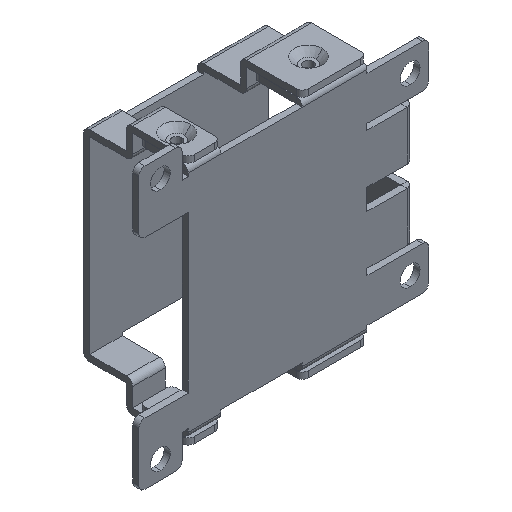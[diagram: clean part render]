
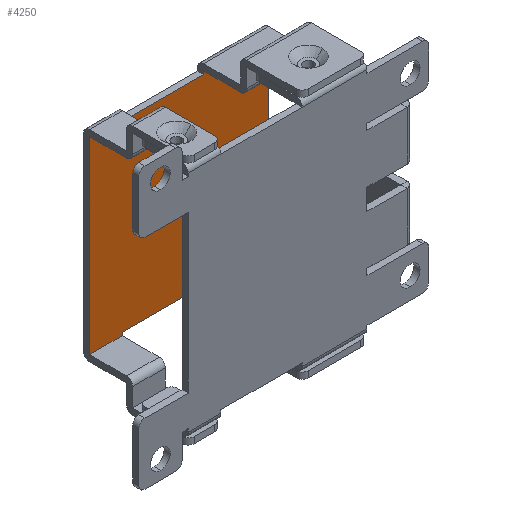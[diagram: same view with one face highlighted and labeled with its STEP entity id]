
A CAD part, isometric view. The second image highlights one B-rep face of the part: STEP entity #4250.
In plain terms, the highlighted planar face has unit normal (0, -1, 0).
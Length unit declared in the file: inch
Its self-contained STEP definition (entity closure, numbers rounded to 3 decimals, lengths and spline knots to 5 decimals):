
#95 = CARTESIAN_POINT ( 'NONE',  ( -0.41339, 0.62992, 0.60236 ) ) ;
#112 = LINE ( 'NONE', #284, #8867 ) ;
#186 = CARTESIAN_POINT ( 'NONE',  ( -1.14173, 0.62992, 0.60236 ) ) ;
#204 = VECTOR ( 'NONE', #1952, 39.37008 ) ;
#208 = EDGE_CURVE ( 'NONE', #4902, #6227, #112, .T. ) ;
#284 = CARTESIAN_POINT ( 'NONE',  ( -1.14173, 0.62992, 0.60236 ) ) ;
#353 = VECTOR ( 'NONE', #3268, 39.37008 ) ;
#434 = AXIS2_PLACEMENT_3D ( 'NONE', #5258, #5962, #1627 ) ;
#447 = ORIENTED_EDGE ( 'NONE', *, *, #2584, .T. ) ;
#583 = VECTOR ( 'NONE', #5012, 39.37008 ) ;
#653 = CARTESIAN_POINT ( 'NONE',  ( -0.93307, 0.62992, 0.58268 ) ) ;
#708 = LINE ( 'NONE', #9197, #8190 ) ;
#965 = VERTEX_POINT ( 'NONE', #5311 ) ;
#1180 = LINE ( 'NONE', #3231, #353 ) ;
#1199 = CARTESIAN_POINT ( 'NONE',  ( 0., 0.62992, 0.60236 ) ) ;
#1253 = ORIENTED_EDGE ( 'NONE', *, *, #8868, .T. ) ;
#1422 = VECTOR ( 'NONE', #9147, 39.37008 ) ;
#1555 = VERTEX_POINT ( 'NONE', #3800 ) ;
#1627 = DIRECTION ( 'NONE',  ( 1., 0., 0. ) ) ;
#1952 = DIRECTION ( 'NONE',  ( -1., 0., 0. ) ) ;
#2013 = DIRECTION ( 'NONE',  ( 1., 0., 0. ) ) ;
#2100 = CARTESIAN_POINT ( 'NONE',  ( -0.93307, 0.62992, 0.60236 ) ) ;
#2192 = CARTESIAN_POINT ( 'NONE',  ( -0.41339, 0.62992, -0.58268 ) ) ;
#2257 = VERTEX_POINT ( 'NONE', #3175 ) ;
#2312 = LINE ( 'NONE', #7943, #7172 ) ;
#2398 = LINE ( 'NONE', #5526, #204 ) ;
#2507 = CARTESIAN_POINT ( 'NONE',  ( -0.41339, 0.62992, 0.58268 ) ) ;
#2553 = EDGE_CURVE ( 'NONE', #965, #2729, #7275, .T. ) ;
#2584 = EDGE_CURVE ( 'NONE', #2729, #7346, #2635, .T. ) ;
#2586 = VECTOR ( 'NONE', #2013, 39.37008 ) ;
#2635 = LINE ( 'NONE', #2100, #8195 ) ;
#2729 = VERTEX_POINT ( 'NONE', #5803 ) ;
#2737 = VERTEX_POINT ( 'NONE', #2192 ) ;
#2775 = CARTESIAN_POINT ( 'NONE',  ( -0.93307, 0.62992, -0.58268 ) ) ;
#2864 = DIRECTION ( 'NONE',  ( 1., 0., 0. ) ) ;
#3133 = VECTOR ( 'NONE', #3294, 39.37008 ) ;
#3175 = CARTESIAN_POINT ( 'NONE',  ( -0.41339, 0.62992, -0.60236 ) ) ;
#3231 = CARTESIAN_POINT ( 'NONE',  ( -1.14173, 0.62992, 0.60236 ) ) ;
#3239 = VECTOR ( 'NONE', #7356, 39.37008 ) ;
#3268 = DIRECTION ( 'NONE',  ( 0., 0., 1. ) ) ;
#3275 = VERTEX_POINT ( 'NONE', #6817 ) ;
#3293 = ORIENTED_EDGE ( 'NONE', *, *, #3719, .T. ) ;
#3294 = DIRECTION ( 'NONE',  ( 0., 0., 1. ) ) ;
#3354 = LINE ( 'NONE', #4741, #3133 ) ;
#3391 = ORIENTED_EDGE ( 'NONE', *, *, #8215, .F. ) ;
#3410 = DIRECTION ( 'NONE',  ( 0., 0., -1. ) ) ;
#3596 = ORIENTED_EDGE ( 'NONE', *, *, #2553, .T. ) ;
#3719 = EDGE_CURVE ( 'NONE', #2257, #1555, #6717, .T. ) ;
#3756 = ORIENTED_EDGE ( 'NONE', *, *, #3951, .T. ) ;
#3800 = CARTESIAN_POINT ( 'NONE',  ( 0., 0.62992, -0.60236 ) ) ;
#3951 = EDGE_CURVE ( 'NONE', #7346, #2737, #2312, .T. ) ;
#4162 = ORIENTED_EDGE ( 'NONE', *, *, #208, .F. ) ;
#4250 = ADVANCED_FACE ( 'NONE', ( #5371 ), #8838, .F. ) ;
#4395 = LINE ( 'NONE', #95, #7785 ) ;
#4510 = ORIENTED_EDGE ( 'NONE', *, *, #7266, .F. ) ;
#4741 = CARTESIAN_POINT ( 'NONE',  ( -0.93307, 0.62992, 0.60236 ) ) ;
#4745 = VERTEX_POINT ( 'NONE', #2507 ) ;
#4902 = VERTEX_POINT ( 'NONE', #9328 ) ;
#4953 = ORIENTED_EDGE ( 'NONE', *, *, #7980, .T. ) ;
#4985 = DIRECTION ( 'NONE',  ( 0., 0., 1. ) ) ;
#5012 = DIRECTION ( 'NONE',  ( 1., 0., 0. ) ) ;
#5123 = EDGE_LOOP ( 'NONE', ( #5966, #7908, #4510, #3391, #3596, #447, #3756, #1253, #3293, #4953, #4162, #6945 ) ) ;
#5251 = CARTESIAN_POINT ( 'NONE',  ( 0., 0.62992, 0.60236 ) ) ;
#5258 = CARTESIAN_POINT ( 'NONE',  ( -1.14173, 0.62992, 0.60236 ) ) ;
#5311 = CARTESIAN_POINT ( 'NONE',  ( -1.14173, 0.62992, -0.60236 ) ) ;
#5371 = FACE_OUTER_BOUND ( 'NONE', #5123, .T. ) ;
#5526 = CARTESIAN_POINT ( 'NONE',  ( -1.14173, 0.62992, 0.58268 ) ) ;
#5803 = CARTESIAN_POINT ( 'NONE',  ( -0.93307, 0.62992, -0.60236 ) ) ;
#5962 = DIRECTION ( 'NONE',  ( 0., 1., 0. ) ) ;
#5966 = ORIENTED_EDGE ( 'NONE', *, *, #8857, .T. ) ;
#5979 = LINE ( 'NONE', #9189, #2586 ) ;
#6227 = VERTEX_POINT ( 'NONE', #1199 ) ;
#6717 = LINE ( 'NONE', #9180, #1422 ) ;
#6817 = CARTESIAN_POINT ( 'NONE',  ( -0.93307, 0.62992, 0.60236 ) ) ;
#6945 = ORIENTED_EDGE ( 'NONE', *, *, #9313, .T. ) ;
#7083 = LINE ( 'NONE', #5251, #3239 ) ;
#7172 = VECTOR ( 'NONE', #2864, 39.37008 ) ;
#7266 = EDGE_CURVE ( 'NONE', #8042, #3275, #5979, .T. ) ;
#7275 = LINE ( 'NONE', #9317, #583 ) ;
#7346 = VERTEX_POINT ( 'NONE', #2775 ) ;
#7356 = DIRECTION ( 'NONE',  ( 0., 0., 1. ) ) ;
#7458 = VERTEX_POINT ( 'NONE', #653 ) ;
#7628 = DIRECTION ( 'NONE',  ( 0., 0., -1. ) ) ;
#7785 = VECTOR ( 'NONE', #7628, 39.37008 ) ;
#7908 = ORIENTED_EDGE ( 'NONE', *, *, #9347, .T. ) ;
#7943 = CARTESIAN_POINT ( 'NONE',  ( -1.14173, 0.62992, -0.58268 ) ) ;
#7980 = EDGE_CURVE ( 'NONE', #1555, #6227, #7083, .T. ) ;
#8042 = VERTEX_POINT ( 'NONE', #186 ) ;
#8190 = VECTOR ( 'NONE', #3410, 39.37008 ) ;
#8195 = VECTOR ( 'NONE', #4985, 39.37008 ) ;
#8215 = EDGE_CURVE ( 'NONE', #965, #8042, #1180, .T. ) ;
#8607 = DIRECTION ( 'NONE',  ( 1., 0., 0. ) ) ;
#8838 = PLANE ( 'NONE',  #434 ) ;
#8857 = EDGE_CURVE ( 'NONE', #4745, #7458, #2398, .T. ) ;
#8867 = VECTOR ( 'NONE', #8607, 39.37008 ) ;
#8868 = EDGE_CURVE ( 'NONE', #2737, #2257, #708, .T. ) ;
#9147 = DIRECTION ( 'NONE',  ( 1., 0., 0. ) ) ;
#9180 = CARTESIAN_POINT ( 'NONE',  ( -1.14173, 0.62992, -0.60236 ) ) ;
#9189 = CARTESIAN_POINT ( 'NONE',  ( -1.14173, 0.62992, 0.60236 ) ) ;
#9197 = CARTESIAN_POINT ( 'NONE',  ( -0.41339, 0.62992, 0.60236 ) ) ;
#9313 = EDGE_CURVE ( 'NONE', #4902, #4745, #4395, .T. ) ;
#9317 = CARTESIAN_POINT ( 'NONE',  ( -1.14173, 0.62992, -0.60236 ) ) ;
#9328 = CARTESIAN_POINT ( 'NONE',  ( -0.41339, 0.62992, 0.60236 ) ) ;
#9347 = EDGE_CURVE ( 'NONE', #7458, #3275, #3354, .T. ) ;
